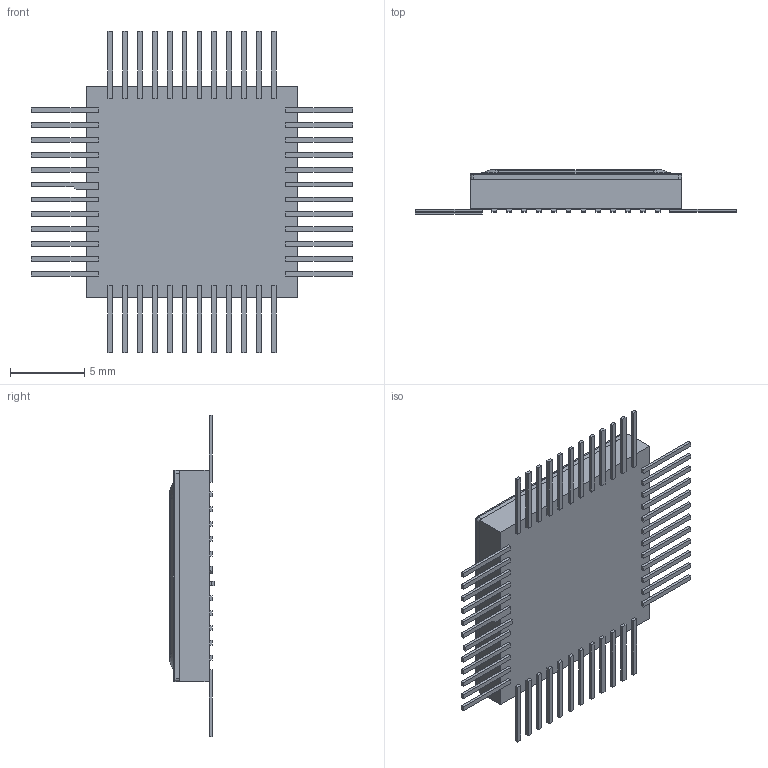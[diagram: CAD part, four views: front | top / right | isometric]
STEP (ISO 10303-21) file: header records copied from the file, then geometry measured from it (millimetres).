
FILE_DESCRIPTION (( 'STEP AP214' ), '1' );
FILE_NAME ('ﾍ16.48-1ﾂ.STEP', '2018-06-27T11:22:49', ( 'Admin' ), ( '' ), 'SwSTEP 2.0', 'SolidWorks 2015', '' );
FILE_SCHEMA (( 'AUTOMOTIVE_DESIGN' ));
Length unit declared in the file: millimetre
Products named in the file (57): Íîæêà íå ôîðì; ﾎ魵瑙韃 ﾍ16.48-1ﾂ; Íîæêà êëþ÷; Êðûøêà Í16.48-1Â; Îáîäîê Í16.48-1Â; ﾍ16.48-1ﾂ
Assembly tree (51 placements, depth 2):
  Íîæêà íå ôîðì
  Íîæêà íå ôîðì
  Íîæêà íå ôîðì
  Íîæêà íå ôîðì
  Íîæêà íå ôîðì
Bounding box: 21.6 x 3 x 21.6 mm (x, y, z)
Volume: 368.4 mm3; surface area: 1370.7 mm2
Topology: 51 solids, 51 shells, 603 faces, 1450 edges, 956 vertices
Faces by surface type: plane 543, cylinder 36, torus 16, cone 8
Entity records: 13192 total; most frequent: CARTESIAN_POINT 1868, ORIENTED_EDGE 1796, DIRECTION 1766, EDGE_CURVE 898, VECTOR 794, LINE 794, VERTEX_POINT 588, AXIS2_PLACEMENT_3D 486
